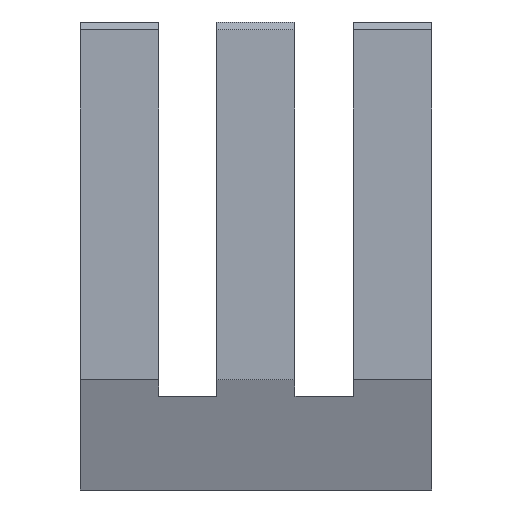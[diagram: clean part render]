
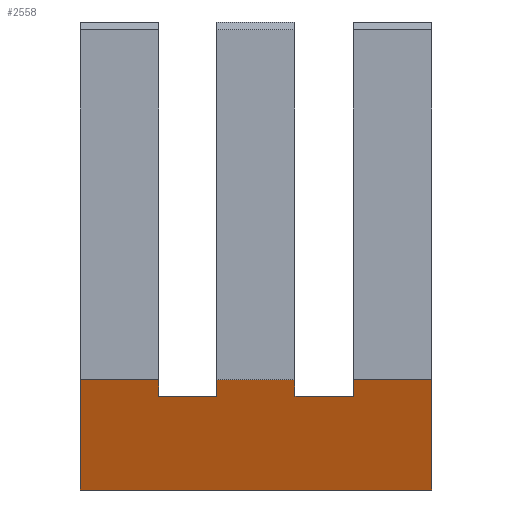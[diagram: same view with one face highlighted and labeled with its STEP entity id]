
A CAD part, front view. The second image highlights one B-rep face of the part: STEP entity #2558.
In plain terms, the highlighted planar face has unit normal (0, -0.943, -0.333).
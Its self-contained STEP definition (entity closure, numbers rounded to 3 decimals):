
#140=FACE_OUTER_BOUND('',#268,.T.);
#268=EDGE_LOOP('',(#2255,#2256,#2257,#2258,#2259,#2260,#2261,#2262,#2263,
#2264,#2265,#2266));
#303=LINE('',#3384,#663);
#343=LINE('',#3469,#703);
#383=LINE('',#3554,#743);
#423=LINE('',#3639,#783);
#431=LINE('',#3655,#791);
#434=LINE('',#3660,#794);
#438=LINE('',#3667,#798);
#466=LINE('',#3722,#826);
#467=LINE('',#3723,#827);
#626=LINE('',#4027,#986);
#628=LINE('',#4033,#988);
#629=LINE('',#4034,#989);
#663=VECTOR('',#2744,10.);
#703=VECTOR('',#2794,10.);
#743=VECTOR('',#2844,10.);
#783=VECTOR('',#2894,10.);
#791=VECTOR('',#2904,10.);
#794=VECTOR('',#2909,10.);
#798=VECTOR('',#2915,10.);
#826=VECTOR('',#2975,10.);
#827=VECTOR('',#2976,10.);
#986=VECTOR('',#3297,10.);
#988=VECTOR('',#3305,10.);
#989=VECTOR('',#3306,10.);
#1023=VERTEX_POINT('',#3382);
#1024=VERTEX_POINT('',#3383);
#1063=VERTEX_POINT('',#3467);
#1064=VERTEX_POINT('',#3468);
#1103=VERTEX_POINT('',#3552);
#1104=VERTEX_POINT('',#3553);
#1143=VERTEX_POINT('',#3637);
#1144=VERTEX_POINT('',#3638);
#1151=VERTEX_POINT('',#3654);
#1154=VERTEX_POINT('',#3665);
#1229=VERTEX_POINT('',#4025);
#1230=VERTEX_POINT('',#4032);
#1263=EDGE_CURVE('',#1023,#1024,#303,.T.);
#1303=EDGE_CURVE('',#1063,#1064,#343,.T.);
#1343=EDGE_CURVE('',#1103,#1104,#383,.T.);
#1383=EDGE_CURVE('',#1143,#1144,#423,.T.);
#1391=EDGE_CURVE('',#1143,#1151,#431,.T.);
#1394=EDGE_CURVE('',#1063,#1104,#434,.T.);
#1398=EDGE_CURVE('',#1154,#1024,#438,.T.);
#1426=EDGE_CURVE('',#1064,#1023,#466,.T.);
#1427=EDGE_CURVE('',#1144,#1103,#467,.T.);
#1586=EDGE_CURVE('',#1229,#1154,#626,.T.);
#1588=EDGE_CURVE('',#1230,#1229,#628,.T.);
#1589=EDGE_CURVE('',#1151,#1230,#629,.T.);
#2255=ORIENTED_EDGE('',*,*,#1263,.T.);
#2256=ORIENTED_EDGE('',*,*,#1398,.F.);
#2257=ORIENTED_EDGE('',*,*,#1586,.F.);
#2258=ORIENTED_EDGE('',*,*,#1588,.F.);
#2259=ORIENTED_EDGE('',*,*,#1589,.F.);
#2260=ORIENTED_EDGE('',*,*,#1391,.F.);
#2261=ORIENTED_EDGE('',*,*,#1383,.T.);
#2262=ORIENTED_EDGE('',*,*,#1427,.T.);
#2263=ORIENTED_EDGE('',*,*,#1343,.T.);
#2264=ORIENTED_EDGE('',*,*,#1394,.F.);
#2265=ORIENTED_EDGE('',*,*,#1303,.T.);
#2266=ORIENTED_EDGE('',*,*,#1426,.T.);
#2433=PLANE('',#2697);
#2558=ADVANCED_FACE('',(#140),#2433,.F.);
#2697=AXIS2_PLACEMENT_3D('',#4031,#3303,#3304);
#2744=DIRECTION('',(0.,-0.333,0.943));
#2794=DIRECTION('',(0.,0.333,-0.943));
#2844=DIRECTION('',(0.,-0.333,0.943));
#2894=DIRECTION('',(0.,0.333,-0.943));
#2904=DIRECTION('',(1.,0.,0.));
#2909=DIRECTION('',(1.,0.,0.));
#2915=DIRECTION('',(1.,0.,0.));
#2975=DIRECTION('',(-1.,0.,0.));
#2976=DIRECTION('',(-1.,0.,0.));
#3297=DIRECTION('',(0.,-0.333,0.943));
#3303=DIRECTION('center_axis',(0.,0.943,0.333));
#3304=DIRECTION('ref_axis',(0.,0.333,-0.943));
#3305=DIRECTION('',(-1.,0.,0.));
#3306=DIRECTION('',(0.,0.333,-0.943));
#3382=CARTESIAN_POINT('',(-2.5,-4.349,2.4));
#3383=CARTESIAN_POINT('',(-2.5,-4.5,2.828));
#3384=CARTESIAN_POINT('',(-2.5,-4.357,2.424));
#3467=CARTESIAN_POINT('',(-1.,-4.5,2.828));
#3468=CARTESIAN_POINT('',(-1.,-4.349,2.4));
#3469=CARTESIAN_POINT('',(-1.,-5.865,6.69));
#3552=CARTESIAN_POINT('',(1.,-4.349,2.4));
#3553=CARTESIAN_POINT('',(1.,-4.5,2.828));
#3554=CARTESIAN_POINT('',(1.,-4.357,2.424));
#3637=CARTESIAN_POINT('',(2.5,-4.5,2.828));
#3638=CARTESIAN_POINT('',(2.5,-4.349,2.4));
#3639=CARTESIAN_POINT('',(2.5,-5.865,6.69));
#3654=CARTESIAN_POINT('',(4.5,-4.5,2.828));
#3655=CARTESIAN_POINT('',(0.,-4.5,2.828));
#3660=CARTESIAN_POINT('',(0.,-4.5,2.828));
#3665=CARTESIAN_POINT('',(-4.5,-4.5,2.828));
#3667=CARTESIAN_POINT('',(0.,-4.5,2.828));
#3722=CARTESIAN_POINT('',(1.75,-4.349,2.4));
#3723=CARTESIAN_POINT('',(3.5,-4.349,2.4));
#4025=CARTESIAN_POINT('',(-4.5,-3.5,0.));
#4027=CARTESIAN_POINT('',(-4.5,-3.48,-0.057));
#4031=CARTESIAN_POINT('Origin',(4.5,-4.349,2.4));
#4032=CARTESIAN_POINT('',(4.5,-3.5,0.));
#4033=CARTESIAN_POINT('',(2.25,-3.5,0.));
#4034=CARTESIAN_POINT('',(4.5,-3.98,1.357));
